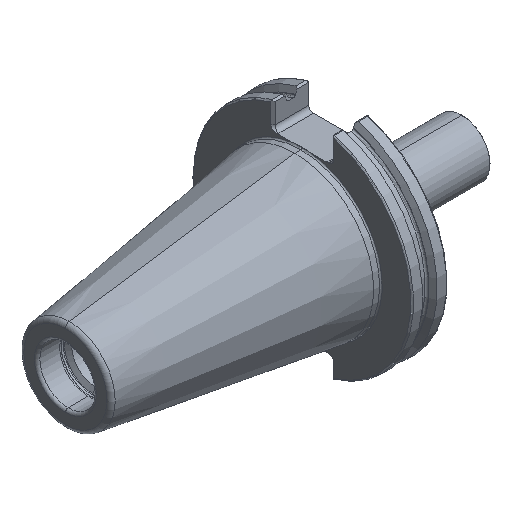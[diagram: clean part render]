
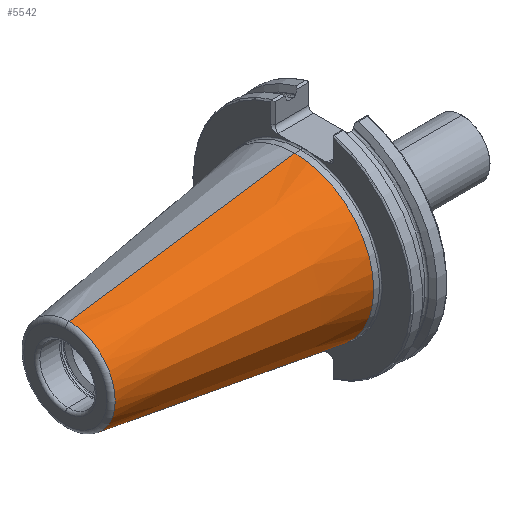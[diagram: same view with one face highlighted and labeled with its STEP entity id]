
A CAD part, isometric view. The second image highlights one B-rep face of the part: STEP entity #5542.
In plain terms, the highlighted conical face has half-angle 8.297 degrees and reference radius 34.925 mm.
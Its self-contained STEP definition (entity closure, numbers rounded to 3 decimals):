
#182 = DIRECTION ( 'NONE',  ( 0.99, 0., 0.144 ) ) ;
#503 = ORIENTED_EDGE ( 'NONE', *, *, #1811, .T. ) ;
#525 = ORIENTED_EDGE ( 'NONE', *, *, #4162, .T. ) ;
#1287 = CARTESIAN_POINT ( 'NONE',  ( 0., 0., -34.925 ) ) ;
#1625 = CARTESIAN_POINT ( 'NONE',  ( 0., 0., -34.925 ) ) ;
#1629 = CARTESIAN_POINT ( 'NONE',  ( -99.889, 0., 20.358 ) ) ;
#1729 = EDGE_CURVE ( 'NONE', #2778, #2675, #2080, .T. ) ;
#1811 = EDGE_CURVE ( 'NONE', #4010, #2366, #2035, .T. ) ;
#2035 = CIRCLE ( 'NONE', #2150, 34.925 ) ;
#2080 = CIRCLE ( 'NONE', #2189, 20.358 ) ;
#2081 = ORIENTED_EDGE ( 'NONE', *, *, #1729, .F. ) ;
#2150 = AXIS2_PLACEMENT_3D ( 'NONE', #5167, #5172, #5189 ) ;
#2189 = AXIS2_PLACEMENT_3D ( 'NONE', #4984, #4993, #5000 ) ;
#2366 = VERTEX_POINT ( 'NONE', #5619 ) ;
#2418 = AXIS2_PLACEMENT_3D ( 'NONE', #4531, #4579, #4612 ) ;
#2675 = VERTEX_POINT ( 'NONE', #1629 ) ;
#2778 = VERTEX_POINT ( 'NONE', #3695 ) ;
#2798 = CONICAL_SURFACE ( 'NONE', #2418, 34.925, 0.145 ) ;
#2912 = FACE_OUTER_BOUND ( 'NONE', #4428, .T. ) ;
#3695 = CARTESIAN_POINT ( 'NONE',  ( -99.889, 0., -20.358 ) ) ;
#3957 = DIRECTION ( 'NONE',  ( 0.99, 0., -0.144 ) ) ;
#4010 = VERTEX_POINT ( 'NONE', #1287 ) ;
#4120 = EDGE_CURVE ( 'NONE', #2675, #2366, #5185, .T. ) ;
#4162 = EDGE_CURVE ( 'NONE', #2778, #4010, #5053, .T. ) ;
#4351 = ORIENTED_EDGE ( 'NONE', *, *, #4120, .F. ) ;
#4428 = EDGE_LOOP ( 'NONE', ( #4351, #2081, #525, #503 ) ) ;
#4531 = CARTESIAN_POINT ( 'NONE',  ( 0., 0., 0. ) ) ;
#4579 = DIRECTION ( 'NONE',  ( 1., 0., 0. ) ) ;
#4612 = DIRECTION ( 'NONE',  ( 0., 0., -1. ) ) ;
#4984 = CARTESIAN_POINT ( 'NONE',  ( -99.889, 0., 0. ) ) ;
#4993 = DIRECTION ( 'NONE',  ( -1., 0., 0. ) ) ;
#5000 = DIRECTION ( 'NONE',  ( 0., 0., 1. ) ) ;
#5049 = VECTOR ( 'NONE', #3957, 1000. ) ;
#5053 = LINE ( 'NONE', #1625, #5049 ) ;
#5154 = VECTOR ( 'NONE', #182, 1000. ) ;
#5167 = CARTESIAN_POINT ( 'NONE',  ( 0., 0., 0. ) ) ;
#5172 = DIRECTION ( 'NONE',  ( -1., 0., 0. ) ) ;
#5185 = LINE ( 'NONE', #5237, #5154 ) ;
#5189 = DIRECTION ( 'NONE',  ( 0., 0., 1. ) ) ;
#5237 = CARTESIAN_POINT ( 'NONE',  ( 0., 0., 34.925 ) ) ;
#5542 = ADVANCED_FACE ( 'NONE', ( #2912 ), #2798, .T. ) ;
#5619 = CARTESIAN_POINT ( 'NONE',  ( 0., 0., 34.925 ) ) ;
